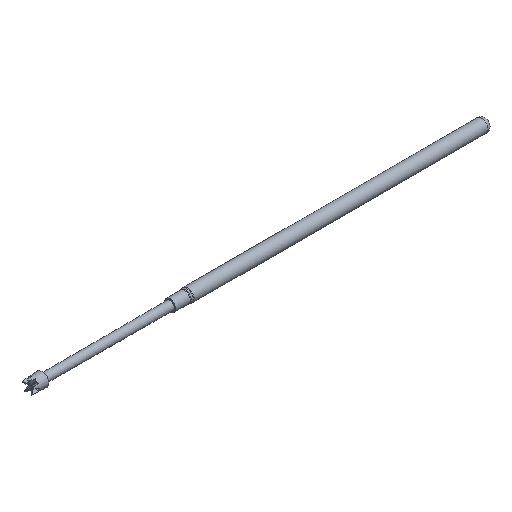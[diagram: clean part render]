
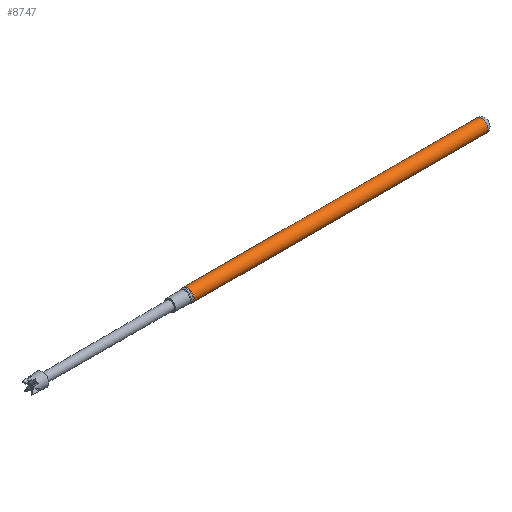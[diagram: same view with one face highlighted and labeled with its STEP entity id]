
A CAD part, isometric view. The second image highlights one B-rep face of the part: STEP entity #8747.
In plain terms, the highlighted cylindrical face has radius 0.51 mm (diameter 1.021 mm), a full revolution.
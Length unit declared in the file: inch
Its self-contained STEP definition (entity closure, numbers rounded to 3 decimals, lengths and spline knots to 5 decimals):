
#160 = FACE_OUTER_BOUND ( 'NONE', #8784, .T. ) ;
#549 = EDGE_LOOP ( 'NONE', ( #8646 ) ) ;
#946 = CARTESIAN_POINT ( 'NONE',  ( 0., 0., 0. ) ) ;
#1266 = DIRECTION ( 'NONE',  ( -1., 0., 0. ) ) ;
#1722 = ORIENTED_EDGE ( 'NONE', *, *, #10309, .F. ) ;
#1849 = DIRECTION ( 'NONE',  ( -1., 0., 0. ) ) ;
#1995 = VERTEX_POINT ( 'NONE', #5443 ) ;
#2106 = VERTEX_POINT ( 'NONE', #3667 ) ;
#3287 = CIRCLE ( 'NONE', #4181, 0.0201 ) ;
#3667 = CARTESIAN_POINT ( 'NONE',  ( 0.98552, -0.0201, 0. ) ) ;
#4181 = AXIS2_PLACEMENT_3D ( 'NONE', #6969, #1266, #8067 ) ;
#5103 = AXIS2_PLACEMENT_3D ( 'NONE', #946, #5232, #5341 ) ;
#5232 = DIRECTION ( 'NONE',  ( -1., 0., 0. ) ) ;
#5330 = EDGE_CURVE ( 'NONE', #2106, #2106, #9692, .T. ) ;
#5341 = DIRECTION ( 'NONE',  ( 0., -1., 0. ) ) ;
#5443 = CARTESIAN_POINT ( 'NONE',  ( 0.056, -0.0201, 0. ) ) ;
#6969 = CARTESIAN_POINT ( 'NONE',  ( 0.056, 0., 0. ) ) ;
#7763 = DIRECTION ( 'NONE',  ( 0., -1., 0. ) ) ;
#8067 = DIRECTION ( 'NONE',  ( 0., -1., 0. ) ) ;
#8646 = ORIENTED_EDGE ( 'NONE', *, *, #5330, .T. ) ;
#8656 = CARTESIAN_POINT ( 'NONE',  ( 0.98552, 0., 0. ) ) ;
#8697 = FACE_OUTER_BOUND ( 'NONE', #549, .T. ) ;
#8747 = ADVANCED_FACE ( 'NONE', ( #8697, #160 ), #10473, .T. ) ;
#8784 = EDGE_LOOP ( 'NONE', ( #1722 ) ) ;
#9692 = CIRCLE ( 'NONE', #10773, 0.0201 ) ;
#10309 = EDGE_CURVE ( 'NONE', #1995, #1995, #3287, .T. ) ;
#10473 = CYLINDRICAL_SURFACE ( 'NONE', #5103, 0.0201 ) ;
#10773 = AXIS2_PLACEMENT_3D ( 'NONE', #8656, #1849, #7763 ) ;
